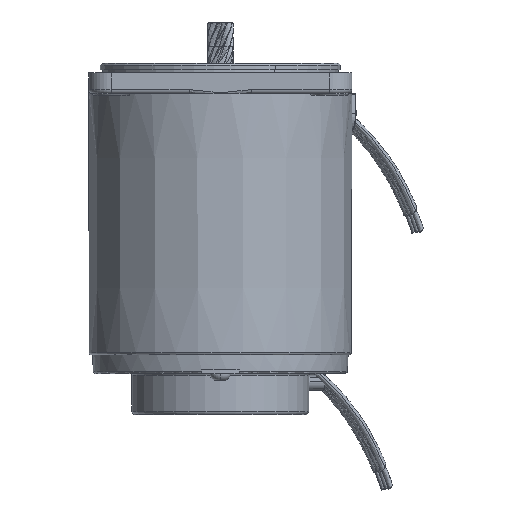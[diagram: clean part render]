
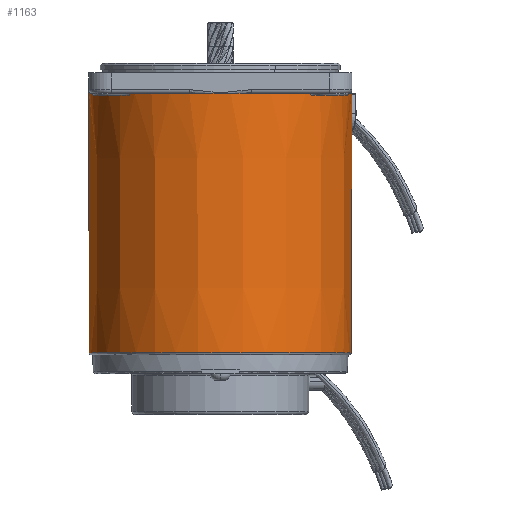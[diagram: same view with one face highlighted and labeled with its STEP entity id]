
A CAD part, left-side view. The second image highlights one B-rep face of the part: STEP entity #1163.
In plain terms, the highlighted conical face has half-angle 0.1 degrees and reference radius 34.869 mm.
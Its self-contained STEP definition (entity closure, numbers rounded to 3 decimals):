
#937 = EDGE_CURVE ( 'NONE', #1283, #1167, #11992, .T. ) ;
#938 = VERTEX_POINT ( 'NONE', #12116 ) ;
#939 = ORIENTED_EDGE ( 'NONE', *, *, #944, .T. ) ;
#940 = ORIENTED_EDGE ( 'NONE', *, *, #937, .T. ) ;
#941 = EDGE_CURVE ( 'NONE', #1167, #1162, #12086, .T. ) ;
#942 = EDGE_CURVE ( 'NONE', #1160, #1157, #12111, .T. ) ;
#943 = VERTEX_POINT ( 'NONE', #12104 ) ;
#944 = EDGE_CURVE ( 'NONE', #1162, #943, #12105, .T. ) ;
#946 = ORIENTED_EDGE ( 'NONE', *, *, #957, .T. ) ;
#947 = EDGE_CURVE ( 'NONE', #943, #938, #12099, .T. ) ;
#957 = EDGE_CURVE ( 'NONE', #938, #1157, #12127, .T. ) ;
#1001 = ORIENTED_EDGE ( 'NONE', *, *, #942, .F. ) ;
#1152 = EDGE_LOOP ( 'NONE', ( #1165, #1164, #940, #1154, #939, #1153, #946, #1001 ) ) ;
#1153 = ORIENTED_EDGE ( 'NONE', *, *, #947, .T. ) ;
#1154 = ORIENTED_EDGE ( 'NONE', *, *, #941, .T. ) ;
#1157 = VERTEX_POINT ( 'NONE', #13104 ) ;
#1160 = VERTEX_POINT ( 'NONE', #13194 ) ;
#1161 = VERTEX_POINT ( 'NONE', #13095 ) ;
#1162 = VERTEX_POINT ( 'NONE', #13101 ) ;
#1163 = ADVANCED_FACE ( 'NONE', ( #13072 ), #13103, .T. ) ;
#1164 = ORIENTED_EDGE ( 'NONE', *, *, #1166, .T. ) ;
#1165 = ORIENTED_EDGE ( 'NONE', *, *, #1286, .T. ) ;
#1166 = EDGE_CURVE ( 'NONE', #1161, #1283, #13064, .T. ) ;
#1167 = VERTEX_POINT ( 'NONE', #13066 ) ;
#1283 = VERTEX_POINT ( 'NONE', #13273 ) ;
#1286 = EDGE_CURVE ( 'NONE', #1160, #1161, #13258, .T. ) ;
#11992 = CIRCLE ( 'NONE', #12136, 34.99 ) ;
#12050 = DIRECTION ( 'NONE',  ( -1., 0., 0. ) ) ;
#12051 = DIRECTION ( 'NONE',  ( 0., 0., -1. ) ) ;
#12086 = CIRCLE ( 'NONE', #12108, 34.99 ) ;
#12087 = DIRECTION ( 'NONE',  ( -1., 0., 0. ) ) ;
#12088 = DIRECTION ( 'NONE',  ( 0., 0., -1. ) ) ;
#12089 = CARTESIAN_POINT ( 'NONE',  ( 0., 0., -6. ) ) ;
#12090 = AXIS2_PLACEMENT_3D ( 'NONE', #12089, #12088, #12087 ) ;
#12094 = DIRECTION ( 'NONE',  ( -1., 0., 0. ) ) ;
#12095 = DIRECTION ( 'NONE',  ( 0., 0., -1. ) ) ;
#12096 = CARTESIAN_POINT ( 'NONE',  ( 0., 0., -6. ) ) ;
#12099 = CIRCLE ( 'NONE', #12090, 34.99 ) ;
#12102 = DIRECTION ( 'NONE',  ( 0.002, 0., 1. ) ) ;
#12103 = VECTOR ( 'NONE', #12102, 1000. ) ;
#12104 = CARTESIAN_POINT ( 'NONE',  ( 8.262, 34., -6. ) ) ;
#12105 = CIRCLE ( 'NONE', #12109, 34.99 ) ;
#12106 = DIRECTION ( 'NONE',  ( -1., 0., 0. ) ) ;
#12107 = DIRECTION ( 'NONE',  ( 0., 0., -1. ) ) ;
#12108 = AXIS2_PLACEMENT_3D ( 'NONE', #12117, #12107, #12106 ) ;
#12109 = AXIS2_PLACEMENT_3D ( 'NONE', #12096, #12095, #12094 ) ;
#12110 = CARTESIAN_POINT ( 'NONE',  ( 34.869, 0., -75.001 ) ) ;
#12111 = LINE ( 'NONE', #12110, #12103 ) ;
#12113 = DIRECTION ( 'NONE',  ( -1., 0., 0. ) ) ;
#12114 = DIRECTION ( 'NONE',  ( 0., 0., -1. ) ) ;
#12115 = CARTESIAN_POINT ( 'NONE',  ( 0., 0., -6. ) ) ;
#12116 = CARTESIAN_POINT ( 'NONE',  ( 34., 8.262, -6. ) ) ;
#12117 = CARTESIAN_POINT ( 'NONE',  ( 0., 0., -6. ) ) ;
#12125 = AXIS2_PLACEMENT_3D ( 'NONE', #12126, #12051, #12050 ) ;
#12126 = CARTESIAN_POINT ( 'NONE',  ( 0., 0., -6. ) ) ;
#12127 = CIRCLE ( 'NONE', #12125, 34.99 ) ;
#12136 = AXIS2_PLACEMENT_3D ( 'NONE', #12115, #12114, #12113 ) ;
#13061 = DIRECTION ( 'NONE',  ( -0.002, 0., 1. ) ) ;
#13062 = VECTOR ( 'NONE', #13061, 1000. ) ;
#13063 = CARTESIAN_POINT ( 'NONE',  ( -34.869, 0., -75.001 ) ) ;
#13064 = LINE ( 'NONE', #13063, #13062 ) ;
#13066 = CARTESIAN_POINT ( 'NONE',  ( -34., 8.262, -6. ) ) ;
#13067 = DIRECTION ( 'NONE',  ( 1., 0., 0. ) ) ;
#13068 = DIRECTION ( 'NONE',  ( 0., 0., 1. ) ) ;
#13069 = CARTESIAN_POINT ( 'NONE',  ( 0., 0., -75.001 ) ) ;
#13072 = FACE_OUTER_BOUND ( 'NONE', #1152, .T. ) ;
#13095 = CARTESIAN_POINT ( 'NONE',  ( -34.869, 0., -75.001 ) ) ;
#13101 = CARTESIAN_POINT ( 'NONE',  ( -8.262, 34., -6. ) ) ;
#13102 = AXIS2_PLACEMENT_3D ( 'NONE', #13069, #13068, #13067 ) ;
#13103 = CONICAL_SURFACE ( 'NONE', #13102, 34.869, 0.002 ) ;
#13104 = CARTESIAN_POINT ( 'NONE',  ( 34.99, 0., -6. ) ) ;
#13194 = CARTESIAN_POINT ( 'NONE',  ( 34.869, 0., -75.001 ) ) ;
#13249 = DIRECTION ( 'NONE',  ( 1., 0., 0. ) ) ;
#13251 = DIRECTION ( 'NONE',  ( 0., 0., 1. ) ) ;
#13258 = CIRCLE ( 'NONE', #13275, 34.869 ) ;
#13273 = CARTESIAN_POINT ( 'NONE',  ( -34.99, 0., -6. ) ) ;
#13275 = AXIS2_PLACEMENT_3D ( 'NONE', #13285, #13251, #13249 ) ;
#13285 = CARTESIAN_POINT ( 'NONE',  ( 0., 0., -75.001 ) ) ;
